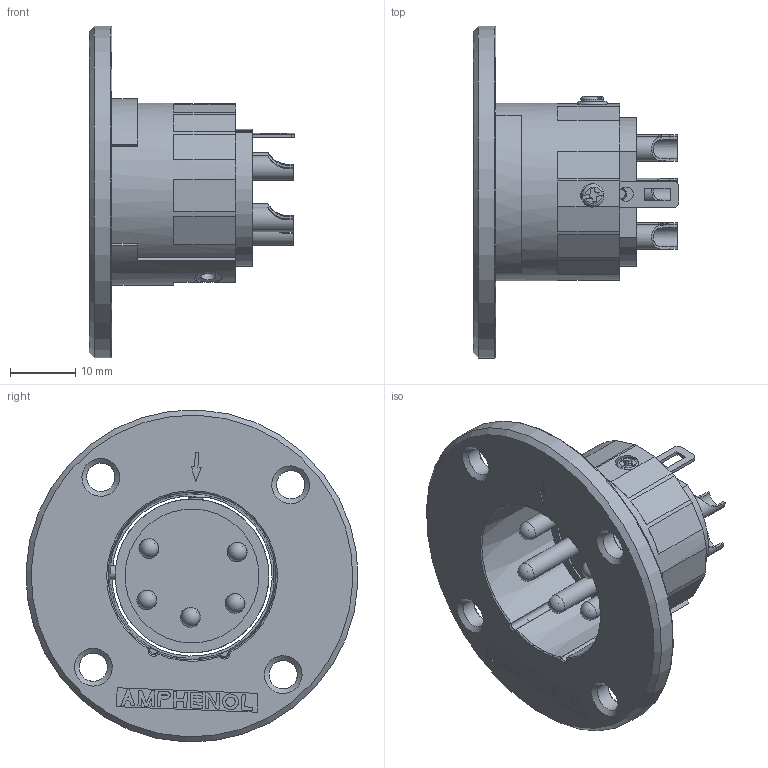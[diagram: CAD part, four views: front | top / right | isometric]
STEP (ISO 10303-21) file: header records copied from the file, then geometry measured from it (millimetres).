
FILE_DESCRIPTION(/* description */ (''),/* implementation_level */ '2;1');
FILE_NAME(/* name */ 'EP-5-14.stp',/* time_stamp */ '2017-12-07T13:01:37+11:00',/* author */ ('minh'),/* organization */ (''),/* preprocessor_version */ 'ST-DEVELOPER v16.1',/* originating_system */ 'Autodesk Inventor 2016',/* authorisation */ '');
FILE_SCHEMA (('AUTOMOTIVE_DESIGN { 1 0 10303 214 3 1 1 }'));
Length unit declared in the file: inch
Products named in the file (1): EP-5-14_Shrinkwrap_1
Bounding box: 31.61 x 50.96 x 50.96 mm (x, y, z)
Surface area: 11409.3 mm2 (no closed solid volume)
Topology: 0 solids, 29 shells, 272 faces, 1012 edges, 742 vertices
Faces by surface type: plane 147, cylinder 54, cone 44, bspline 11, torus 11, sphere 5
Full cylindrical faces by diameter (mm): 1.496 x1, 1.87 x1, 2.15 x2, 2.2 x1, 2.3 x1, 2.918 x5, 2.993 x5, 3.488 x1, 3.6 x1, 3.741 x5, 4.134 x5, 4.25 x1, 4.35 x4, 20.574 x1, 23.613 x1, 24.6 x1, 51 x1
Entity records: 11429 total; most frequent: CARTESIAN_POINT 3031, DIRECTION 1610, ORIENTED_EDGE 1534, EDGE_CURVE 920, VERTEX_POINT 711, AXIS2_PLACEMENT_3D 543, LINE 524, VECTOR 524
